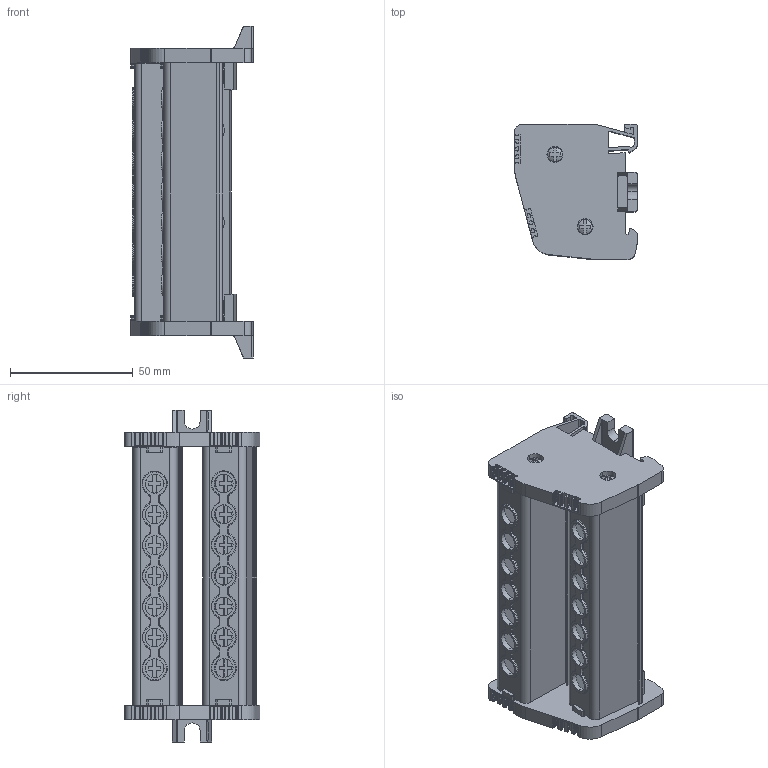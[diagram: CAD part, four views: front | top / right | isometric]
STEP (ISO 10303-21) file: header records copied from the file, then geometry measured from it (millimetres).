
FILE_DESCRIPTION (( 'STEP AP203' ), '1' );
FILE_NAME ('10x15 Ýki Kutuplu Daðýtýcý Ünite - 7 Delikli.STEP', '2019-01-11T07:47:22', ( '' ), ( '' ), 'SwSTEP 2.0', 'SolidWorks 2011', '' );
FILE_SCHEMA (( 'CONFIG_CONTROL_DESIGN' ));
Length unit declared in the file: millimetre
Products named in the file (1): 10x15 Ýki Kutuplu Daðýtýcý Ünite - 7 Delikli
Bounding box: 50 x 55 x 134.97 mm (x, y, z)
Volume: 76161.6 mm3; surface area: 55282.9 mm2
Topology: 1 solids, 23 shells, 2084 faces, 5602 edges, 3608 vertices
Faces by surface type: plane 938, cylinder 726, bspline 176, torus 122, cone 106, sphere 16
Entity records: 69555 total; most frequent: CARTESIAN_POINT 17847, ORIENTED_EDGE 11172, DIRECTION 10588, EDGE_CURVE 5586, AXIS2_PLACEMENT_3D 3773, VERTEX_POINT 3608, LINE 3042, VECTOR 3042
